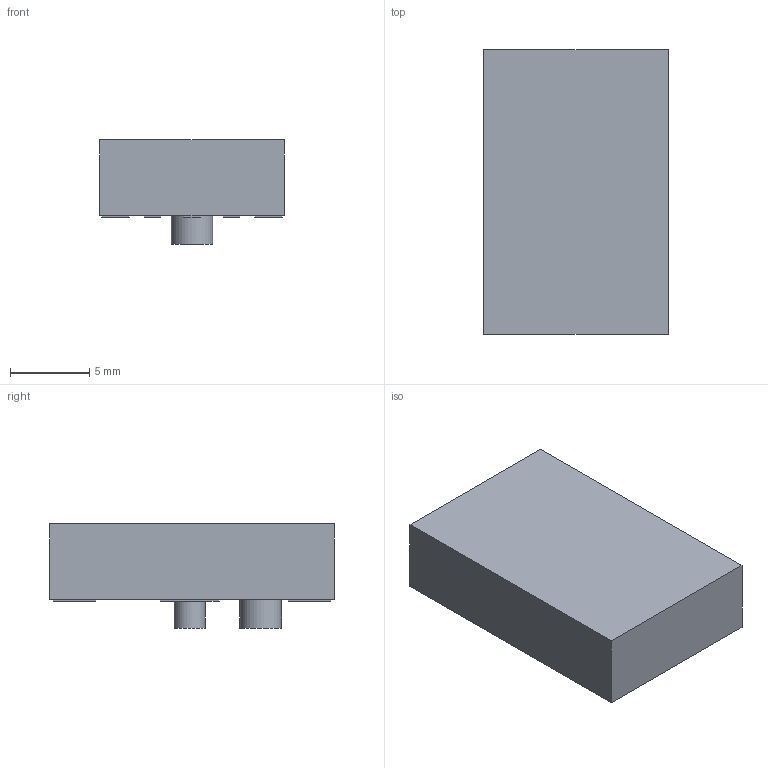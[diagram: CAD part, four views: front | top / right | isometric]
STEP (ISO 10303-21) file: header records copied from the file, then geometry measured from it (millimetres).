
FILE_DESCRIPTION(('FreeCAD Model'),'2;1');
FILE_NAME('1408904.1.1.stp','2021-02-14T20:17:30',( 'Author'),(''),'Open CASCADE STEP processor 6.9','FreeCAD','Unknown' );
FILE_SCHEMA(('AUTOMOTIVE_DESIGN { 1 0 10303 214 1 1 1 1 }'));
Length unit declared in the file: millimetre
Products named in the file (4): ASSEMBLY; Body; Pins; Lugs
Assembly tree (3 placements, depth 2):
  ASSEMBLY
    Body
    Pins
    Lugs
Bounding box: 11.7 x 18 x 6.6 mm (x, y, z)
Volume: 1029.5 mm3; surface area: 826.3 mm2
Topology: 14 solids, 14 shells, 78 faces, 150 edges, 100 vertices
Faces by surface type: plane 76, cylinder 2
Full cylindrical faces by diameter (mm): 1.95 x1, 2.63 x1
Entity records: 4057 total; most frequent: CARTESIAN_POINT 632, DIRECTION 618, LINE 442, VECTOR 442, ORIENTED_EDGE 300, PCURVE 300, DEFINITIONAL_REPRESENTATION 300, EDGE_CURVE 150
